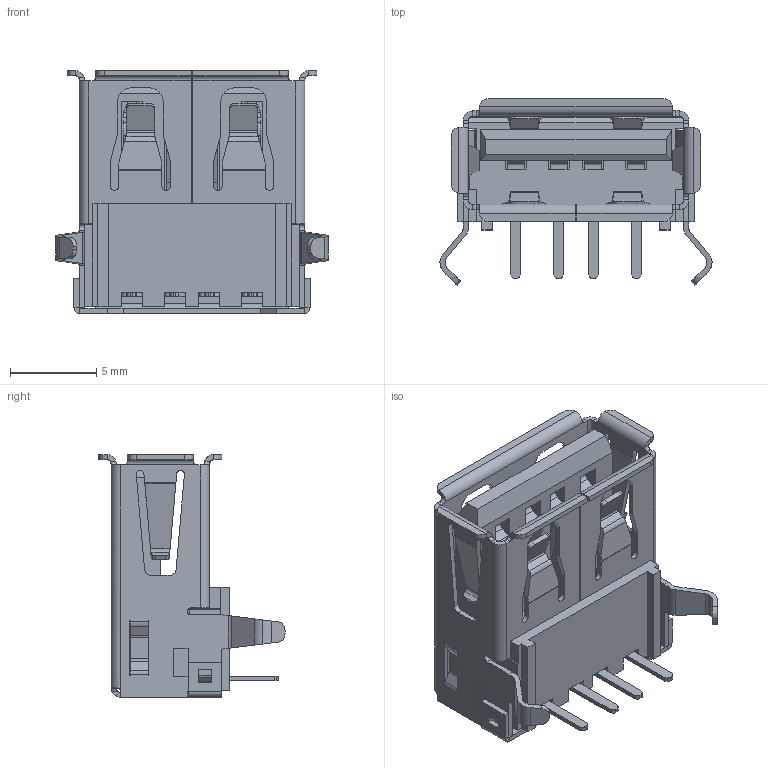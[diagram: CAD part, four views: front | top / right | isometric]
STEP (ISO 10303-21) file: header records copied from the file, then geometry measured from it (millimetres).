
FILE_DESCRIPTION (( 'STEP AP214' ), '1' );
FILE_NAME ('USB-A1HSW6.STEP', '2024-08-27T09:23:48', ( '' ), ( '' ), 'SwSTEP 2.0', 'SolidWorks 2021', '' );
FILE_SCHEMA (( 'AUTOMOTIVE_DESIGN' ));
Length unit declared in the file: millimetre
Products named in the file (3): USB-A1HSW6; test; USB-A1HSW6 shell
Assembly tree (2 placements, depth 2):
  USB-A1HSW6
    USB-A1HSW6 shell
    test
Bounding box: 15.8 x 10.8 x 14.1 mm (x, y, z)
Volume: 539.4 mm3; surface area: 2076.9 mm2
Topology: 12 solids, 12 shells, 796 faces, 2145 edges, 1364 vertices
Faces by surface type: plane 564, cylinder 230, bspline 2
Entity records: 24911 total; most frequent: CARTESIAN_POINT 4788, ORIENTED_EDGE 4290, DIRECTION 3991, EDGE_CURVE 2145, LINE 1641, VECTOR 1641, VERTEX_POINT 1364, AXIS2_PLACEMENT_3D 1175
